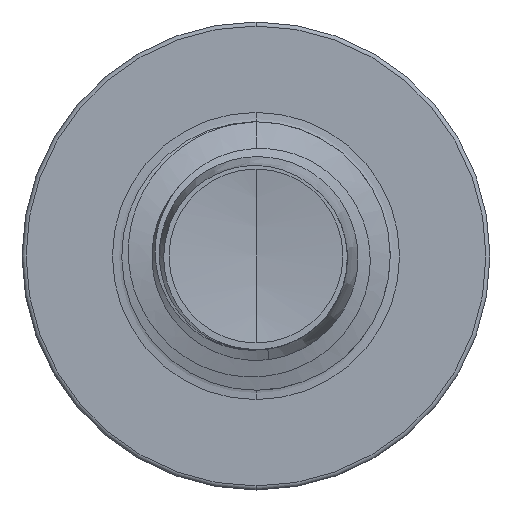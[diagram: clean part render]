
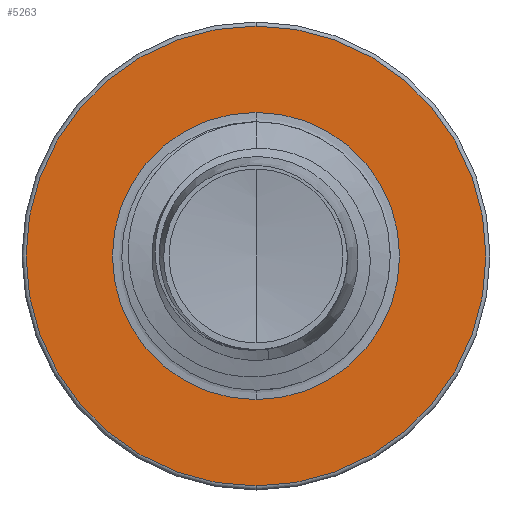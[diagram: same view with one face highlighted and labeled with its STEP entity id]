
A CAD part, front view. The second image highlights one B-rep face of the part: STEP entity #5263.
In plain terms, the highlighted planar face has unit normal (0, -1, 0).
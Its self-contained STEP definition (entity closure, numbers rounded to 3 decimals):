
#131 = DIRECTION ( 'NONE',  ( 0., 0., 1. ) ) ;
#147 = DIRECTION ( 'NONE',  ( 0., 1., 0. ) ) ;
#155 = CARTESIAN_POINT ( 'NONE',  ( 0., 3., 0. ) ) ;
#383 = FACE_BOUND ( 'NONE', #9461, .T. ) ;
#385 = CIRCLE ( 'NONE', #426, 2.997 ) ;
#407 = CARTESIAN_POINT ( 'NONE',  ( 0., 3., -1.872 ) ) ;
#426 = AXIS2_PLACEMENT_3D ( 'NONE', #3185, #8651, #4009 ) ;
#457 = CARTESIAN_POINT ( 'NONE',  ( 0., 3., 2.998 ) ) ;
#883 = CIRCLE ( 'NONE', #9371, 2.997 ) ;
#908 = VERTEX_POINT ( 'NONE', #8516 ) ;
#1568 = DIRECTION ( 'NONE',  ( 0., 0., 1. ) ) ;
#1576 = DIRECTION ( 'NONE',  ( 0., 1., 0. ) ) ;
#2058 = EDGE_LOOP ( 'NONE', ( #5280, #8832 ) ) ;
#2275 = PLANE ( 'NONE',  #6158 ) ;
#2457 = CARTESIAN_POINT ( 'NONE',  ( 0., 3., -1.872 ) ) ;
#3185 = CARTESIAN_POINT ( 'NONE',  ( 0., 3., 0. ) ) ;
#3240 = AXIS2_PLACEMENT_3D ( 'NONE', #9179, #9172, #9170 ) ;
#3949 = VERTEX_POINT ( 'NONE', #457 ) ;
#3968 = EDGE_CURVE ( 'NONE', #908, #3949, #883, .T. ) ;
#4009 = DIRECTION ( 'NONE',  ( 0., 0., 1. ) ) ;
#4054 = CARTESIAN_POINT ( 'NONE',  ( 0., 3., 1.872 ) ) ;
#4511 = EDGE_CURVE ( 'NONE', #8844, #5754, #6297, .T. ) ;
#5251 = ORIENTED_EDGE ( 'NONE', *, *, #4511, .T. ) ;
#5263 = ADVANCED_FACE ( 'NONE', ( #5286, #383 ), #2275, .F. ) ;
#5280 = ORIENTED_EDGE ( 'NONE', *, *, #8926, .F. ) ;
#5286 = FACE_OUTER_BOUND ( 'NONE', #2058, .T. ) ;
#5754 = VERTEX_POINT ( 'NONE', #407 ) ;
#6158 = AXIS2_PLACEMENT_3D ( 'NONE', #2457, #1576, #1568 ) ;
#6204 = EDGE_CURVE ( 'NONE', #5754, #8844, #9397, .T. ) ;
#6297 = CIRCLE ( 'NONE', #8358, 1.872 ) ;
#7160 = ORIENTED_EDGE ( 'NONE', *, *, #6204, .T. ) ;
#7399 = DIRECTION ( 'NONE',  ( 0., 0., 1. ) ) ;
#7407 = DIRECTION ( 'NONE',  ( 0., 1., 0. ) ) ;
#7410 = CARTESIAN_POINT ( 'NONE',  ( 0., 3., 0. ) ) ;
#8358 = AXIS2_PLACEMENT_3D ( 'NONE', #7410, #7407, #7399 ) ;
#8516 = CARTESIAN_POINT ( 'NONE',  ( 0., 3., -2.997 ) ) ;
#8651 = DIRECTION ( 'NONE',  ( 0., 1., 0. ) ) ;
#8832 = ORIENTED_EDGE ( 'NONE', *, *, #3968, .F. ) ;
#8844 = VERTEX_POINT ( 'NONE', #4054 ) ;
#8926 = EDGE_CURVE ( 'NONE', #3949, #908, #385, .T. ) ;
#9170 = DIRECTION ( 'NONE',  ( 0., 0., 1. ) ) ;
#9172 = DIRECTION ( 'NONE',  ( 0., 1., 0. ) ) ;
#9179 = CARTESIAN_POINT ( 'NONE',  ( 0., 3., 0. ) ) ;
#9371 = AXIS2_PLACEMENT_3D ( 'NONE', #155, #147, #131 ) ;
#9397 = CIRCLE ( 'NONE', #3240, 1.872 ) ;
#9461 = EDGE_LOOP ( 'NONE', ( #5251, #7160 ) ) ;
